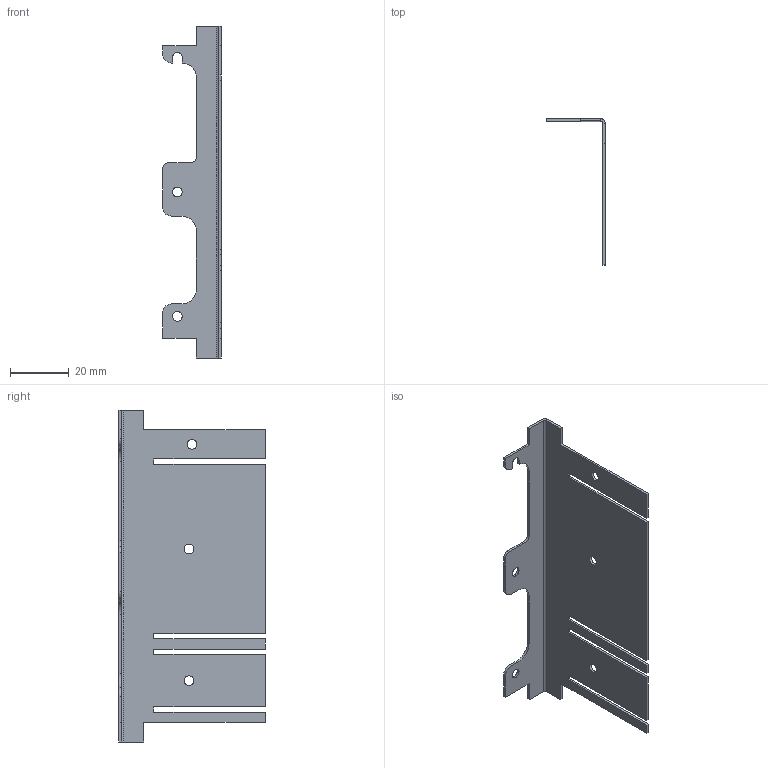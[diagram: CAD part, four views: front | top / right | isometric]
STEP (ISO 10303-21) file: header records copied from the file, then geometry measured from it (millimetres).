
FILE_DESCRIPTION(/* description */ (''),/* implementation_level */ '2;1');
FILE_NAME(/* name */ 'X+Y+ Corner (x1).step',/* time_stamp */ '2022-01-11T16:23:32-08:00',/* author */ (''),/* organization */ (''),/* preprocessor_version */ 'ST-DEVELOPER v18.1',/* originating_system */ 'Autodesk Translation Framework v10.10.0.1391',/* authorisation */ '');
FILE_SCHEMA (('AUTOMOTIVE_DESIGN { 1 0 10303 214 3 1 1 }'));
Length unit declared in the file: millimetre
Products named in the file (1): X+Y+ Corner (x1)
Bounding box: 20 x 50 x 113.5 mm (x, y, z)
Volume: 4896.4 mm3; surface area: 12665.8 mm2
Topology: 1 solids, 1 shells, 62 faces, 172 edges, 112 vertices
Faces by surface type: plane 46, cylinder 16
Full cylindrical faces by diameter (mm): 3.3 x5
Entity records: 2024 total; most frequent: CARTESIAN_POINT 347, ORIENTED_EDGE 344, DIRECTION 330, EDGE_CURVE 172, LINE 140, VECTOR 140, VERTEX_POINT 112, AXIS2_PLACEMENT_3D 95
